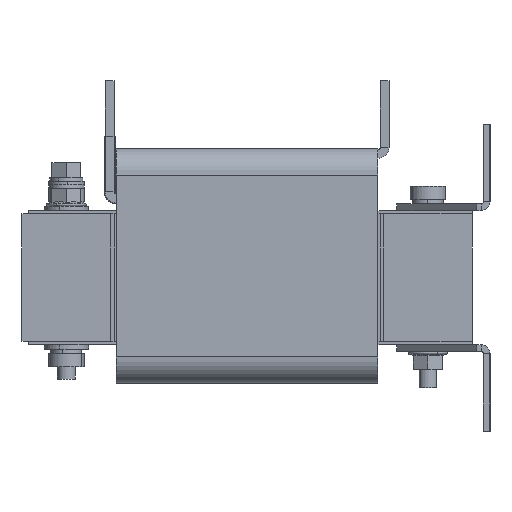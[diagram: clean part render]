
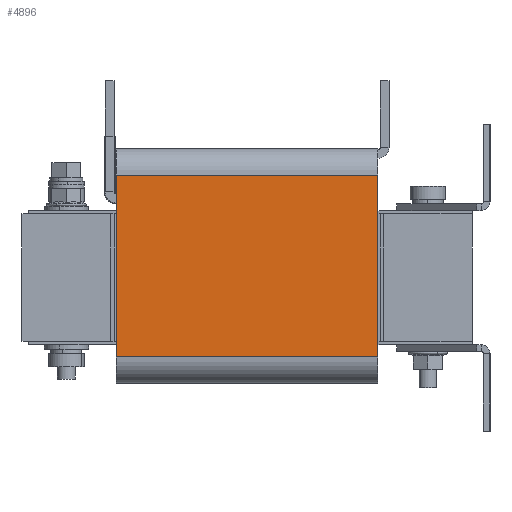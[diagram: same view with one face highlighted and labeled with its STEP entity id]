
A CAD part, left-side view. The second image highlights one B-rep face of the part: STEP entity #4896.
In plain terms, the highlighted planar face has unit normal (-1, 0, 0).
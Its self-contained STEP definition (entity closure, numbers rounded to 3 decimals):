
#242 = CARTESIAN_POINT ( 'NONE',  ( -117.5, 59., -35.75 ) ) ;
#369 = LINE ( 'NONE', #1768, #9910 ) ;
#1657 = DIRECTION ( 'NONE',  ( 1., 0., 0. ) ) ;
#1768 = CARTESIAN_POINT ( 'NONE',  ( -117.5, -59., -35.75 ) ) ;
#1832 = CARTESIAN_POINT ( 'NONE',  ( -117.5, 59., -35.75 ) ) ;
#2470 = EDGE_CURVE ( 'NONE', #7805, #13573, #7765, .T. ) ;
#2778 = CARTESIAN_POINT ( 'NONE',  ( -117.5, 59., 46.25 ) ) ;
#3458 = DIRECTION ( 'NONE',  ( 0., -1., 0. ) ) ;
#3631 = EDGE_CURVE ( 'NONE', #13573, #10018, #369, .T. ) ;
#4048 = CARTESIAN_POINT ( 'NONE',  ( -117.5, 59., -35.75 ) ) ;
#4710 = VECTOR ( 'NONE', #10746, 1000. ) ;
#4862 = FACE_OUTER_BOUND ( 'NONE', #8214, .T. ) ;
#4896 = ADVANCED_FACE ( 'NONE', ( #4862 ), #8550, .F. ) ;
#5540 = ORIENTED_EDGE ( 'NONE', *, *, #2470, .T. ) ;
#6338 = DIRECTION ( 'NONE',  ( 0., 0., 1. ) ) ;
#6656 = AXIS2_PLACEMENT_3D ( 'NONE', #4048, #1657, #8602 ) ;
#6668 = VECTOR ( 'NONE', #6997, 1000. ) ;
#6896 = CARTESIAN_POINT ( 'NONE',  ( -117.5, 59., 46.25 ) ) ;
#6911 = ORIENTED_EDGE ( 'NONE', *, *, #3631, .T. ) ;
#6997 = DIRECTION ( 'NONE',  ( 0., -1., 0. ) ) ;
#7765 = LINE ( 'NONE', #1832, #11013 ) ;
#7805 = VERTEX_POINT ( 'NONE', #242 ) ;
#8214 = EDGE_LOOP ( 'NONE', ( #6911, #14836, #10044, #5540 ) ) ;
#8550 = PLANE ( 'NONE',  #6656 ) ;
#8602 = DIRECTION ( 'NONE',  ( 0., 1., 0. ) ) ;
#8659 = LINE ( 'NONE', #10646, #4710 ) ;
#9852 = EDGE_CURVE ( 'NONE', #12792, #10018, #13305, .T. ) ;
#9910 = VECTOR ( 'NONE', #6338, 1000. ) ;
#10018 = VERTEX_POINT ( 'NONE', #12842 ) ;
#10039 = EDGE_CURVE ( 'NONE', #7805, #12792, #8659, .T. ) ;
#10044 = ORIENTED_EDGE ( 'NONE', *, *, #10039, .F. ) ;
#10646 = CARTESIAN_POINT ( 'NONE',  ( -117.5, 59., -35.75 ) ) ;
#10746 = DIRECTION ( 'NONE',  ( 0., 0., 1. ) ) ;
#11013 = VECTOR ( 'NONE', #3458, 1000. ) ;
#12792 = VERTEX_POINT ( 'NONE', #2778 ) ;
#12842 = CARTESIAN_POINT ( 'NONE',  ( -117.5, -59., 46.25 ) ) ;
#13305 = LINE ( 'NONE', #6896, #6668 ) ;
#13573 = VERTEX_POINT ( 'NONE', #13933 ) ;
#13933 = CARTESIAN_POINT ( 'NONE',  ( -117.5, -59., -35.75 ) ) ;
#14836 = ORIENTED_EDGE ( 'NONE', *, *, #9852, .F. ) ;
